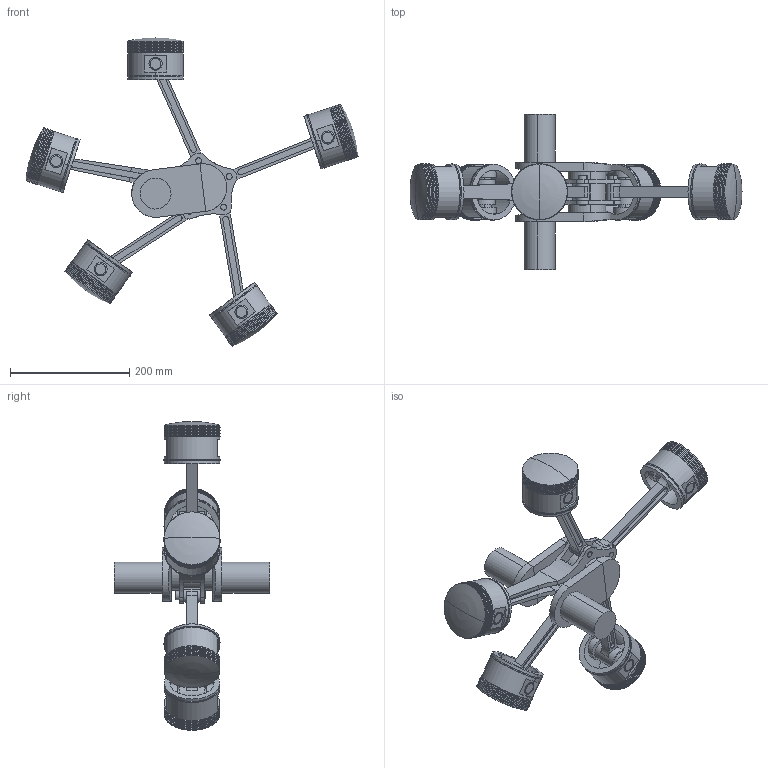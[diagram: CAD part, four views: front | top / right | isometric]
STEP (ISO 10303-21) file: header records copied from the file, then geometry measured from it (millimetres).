
FILE_DESCRIPTION (( 'STEP AP214' ), '1' );
FILE_NAME ('Radial Engine.step', '2023-06-15T00:13:52', ( '' ), ( '' ), 'SwSTEP 2.0', 'SolidWorks 2022', '' );
FILE_SCHEMA (( 'AUTOMOTIVE_DESIGN' ));
Length unit declared in the file: millimetre
Products named in the file (11): Piston Pin; Piston pin plug; Piston; Link Arm; Lower Bush; Upper Bush; Connecting Rod; Master Rod; Crank; Piston ring; Radial Engine
Assembly tree (64 placements, depth 2):
  Radial Engine
    Crank
    Master Rod
    Upper Bush  x5
    Piston Pin  x5
    Piston  x5
    Piston pin plug  x10
    Piston ring  x25
    Connecting Rod  x4
    Lower Bush  x4
    Link Arm  x4
Bounding box: 556.59 x 260 x 517.69 mm (x, y, z)
Volume: 2506448.2 mm3; surface area: 782622.1 mm2
Topology: 65 solids, 65 shells, 1003 faces, 2320 edges, 1529 vertices
Faces by surface type: cylinder 605, plane 368, torus 30
Entity records: 8265 total; most frequent: CARTESIAN_POINT 1537, DIRECTION 1456, ORIENTED_EDGE 1148, AXIS2_PLACEMENT_3D 602, EDGE_CURVE 574, VERTEX_POINT 379, EDGE_LOOP 299, CIRCLE 294
